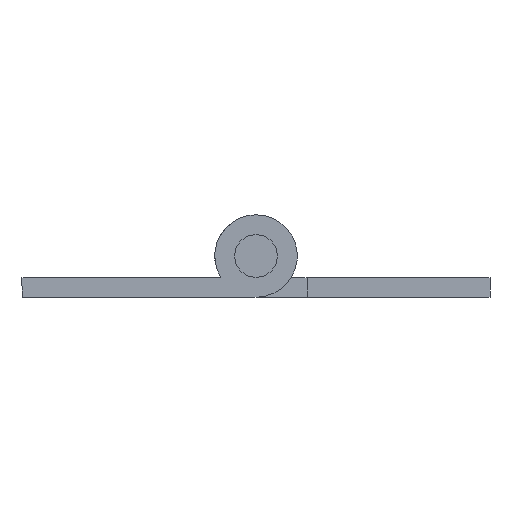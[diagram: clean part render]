
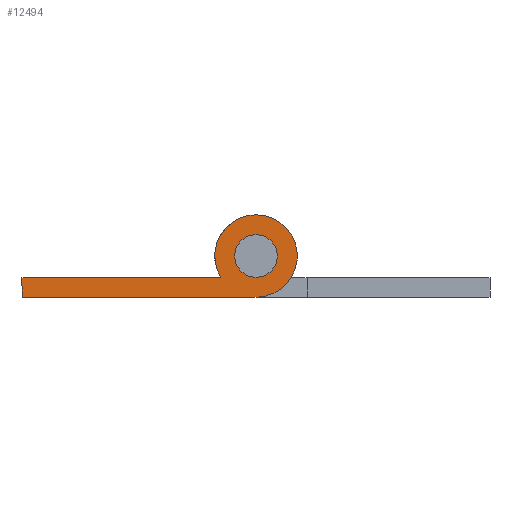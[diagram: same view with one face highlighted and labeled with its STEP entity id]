
A CAD part, front view. The second image highlights one B-rep face of the part: STEP entity #12494.
In plain terms, the highlighted planar face has unit normal (0, -1, 0).
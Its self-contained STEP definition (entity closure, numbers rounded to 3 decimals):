
#1672 = CARTESIAN_POINT ( 'NONE',  ( 0., -900., -1.75 ) ) ;
#1673 = DIRECTION ( 'NONE',  ( 0., 0., 1. ) ) ;
#1674 = DIRECTION ( 'NONE',  ( 0., 1., 0. ) ) ;
#1675 = CARTESIAN_POINT ( 'NONE',  ( 0., -900., 0. ) ) ;
#1676 = AXIS2_PLACEMENT_3D ( 'NONE', #1675, #1674, #1673 ) ;
#1677 = CIRCLE ( 'NONE', #1676, 1.75 ) ;
#1678 = CARTESIAN_POINT ( 'NONE',  ( 0., -900., 1.75 ) ) ;
#3800 = DIRECTION ( 'NONE',  ( 1., 0., 0. ) ) ;
#3801 = VECTOR ( 'NONE', #3800, 1000. ) ;
#3802 = CARTESIAN_POINT ( 'NONE',  ( -2.857, -900., -1.75 ) ) ;
#3803 = LINE ( 'NONE', #3802, #3801 ) ;
#3804 = CARTESIAN_POINT ( 'NONE',  ( -2.857, -900., -1.75 ) ) ;
#3805 = DIRECTION ( 'NONE',  ( 0., 0., 1. ) ) ;
#3806 = DIRECTION ( 'NONE',  ( 0., 1., 0. ) ) ;
#3807 = CARTESIAN_POINT ( 'NONE',  ( 0., -900., 0. ) ) ;
#3808 = AXIS2_PLACEMENT_3D ( 'NONE', #3807, #3806, #3805 ) ;
#3809 = CIRCLE ( 'NONE', #3808, 3.35 ) ;
#3810 = CARTESIAN_POINT ( 'NONE',  ( 0., -900., -3.35 ) ) ;
#3811 = DIRECTION ( 'NONE',  ( -1., 0., 0. ) ) ;
#3812 = VECTOR ( 'NONE', #3811, 1000. ) ;
#3813 = CARTESIAN_POINT ( 'NONE',  ( -19., -900., -3.35 ) ) ;
#3814 = LINE ( 'NONE', #3813, #3812 ) ;
#3815 = CARTESIAN_POINT ( 'NONE',  ( -19., -900., -1.75 ) ) ;
#3816 = CARTESIAN_POINT ( 'NONE',  ( -19., -900., -3.35 ) ) ;
#3817 = DIRECTION ( 'NONE',  ( 0., 0., 1. ) ) ;
#3818 = VECTOR ( 'NONE', #3817, 1000. ) ;
#3819 = CARTESIAN_POINT ( 'NONE',  ( -19., -900., -1.75 ) ) ;
#3820 = LINE ( 'NONE', #3819, #3818 ) ;
#3821 = DIRECTION ( 'NONE',  ( 0., 0., 1. ) ) ;
#3822 = DIRECTION ( 'NONE',  ( 0., 1., 0. ) ) ;
#3823 = CARTESIAN_POINT ( 'NONE',  ( 0., -900., 0. ) ) ;
#3824 = AXIS2_PLACEMENT_3D ( 'NONE', #3823, #3822, #3821 ) ;
#3825 = PLANE ( 'NONE',  #3824 ) ;
#3826 = FACE_BOUND ( 'NONE', #12508, .T. ) ;
#3827 = FACE_OUTER_BOUND ( 'NONE', #12495, .T. ) ;
#3897 = CARTESIAN_POINT ( 'NONE',  ( 0., -900., 0. ) ) ;
#3957 = DIRECTION ( 'NONE',  ( 0., 0., 1. ) ) ;
#3958 = DIRECTION ( 'NONE',  ( 0., 1., 0. ) ) ;
#3959 = AXIS2_PLACEMENT_3D ( 'NONE', #3897, #3958, #3957 ) ;
#3960 = CIRCLE ( 'NONE', #3959, 1.75 ) ;
#11357 = VERTEX_POINT ( 'NONE', #1678 ) ;
#11359 = EDGE_CURVE ( 'NONE', #11360, #11357, #1677, .T. ) ;
#11360 = VERTEX_POINT ( 'NONE', #1672 ) ;
#12494 = ADVANCED_FACE ( 'NONE', ( #3827, #3826 ), #3825, .F. ) ;
#12495 = EDGE_LOOP ( 'NONE', ( #12496, #12500, #12503, #12506 ) ) ;
#12496 = ORIENTED_EDGE ( 'NONE', *, *, #12497, .F. ) ;
#12497 = EDGE_CURVE ( 'NONE', #12498, #12499, #3820, .T. ) ;
#12498 = VERTEX_POINT ( 'NONE', #3816 ) ;
#12499 = VERTEX_POINT ( 'NONE', #3815 ) ;
#12500 = ORIENTED_EDGE ( 'NONE', *, *, #12501, .F. ) ;
#12501 = EDGE_CURVE ( 'NONE', #12502, #12498, #3814, .T. ) ;
#12502 = VERTEX_POINT ( 'NONE', #3810 ) ;
#12503 = ORIENTED_EDGE ( 'NONE', *, *, #12504, .F. ) ;
#12504 = EDGE_CURVE ( 'NONE', #12505, #12502, #3809, .T. ) ;
#12505 = VERTEX_POINT ( 'NONE', #3804 ) ;
#12506 = ORIENTED_EDGE ( 'NONE', *, *, #12507, .F. ) ;
#12507 = EDGE_CURVE ( 'NONE', #12499, #12505, #3803, .T. ) ;
#12508 = EDGE_LOOP ( 'NONE', ( #12566, #12567 ) ) ;
#12566 = ORIENTED_EDGE ( 'NONE', *, *, #11359, .T. ) ;
#12567 = ORIENTED_EDGE ( 'NONE', *, *, #12568, .T. ) ;
#12568 = EDGE_CURVE ( 'NONE', #11357, #11360, #3960, .T. ) ;
